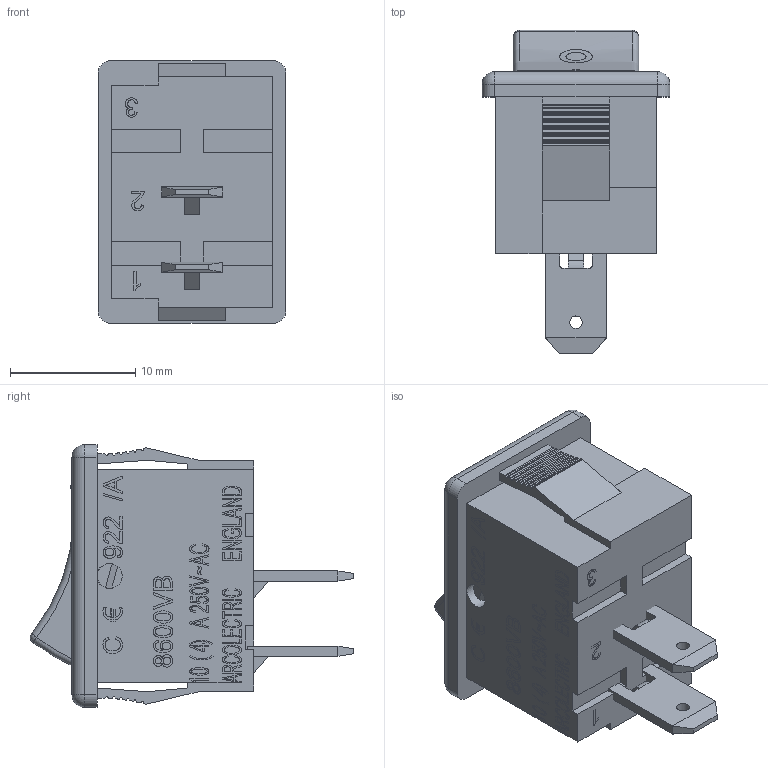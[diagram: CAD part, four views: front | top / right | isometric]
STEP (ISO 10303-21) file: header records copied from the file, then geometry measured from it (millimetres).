
FILE_DESCRIPTION(/* description */ ('Initial Design'),/* implementation_level */ '2;1');
FILE_NAME(/* name */ 'ARCOLECTRIC_H8600VB.stp',/* time_stamp */ '2019-02-13T09:45:21+02:00',/* author */ ('I. Ivanov'),/* organization */ (''),/* preprocessor_version */ 'ST-DEVELOPER v16',/* originating_system */ 'SIEMENS PLM Software NX 11.0',/* authorisation */ '');
FILE_SCHEMA (('AUTOMOTIVE_DESIGN { 1 0 10303 214 3 1 1 1 }'));
Length unit declared in the file: millimetre
Products named in the file (4): Terminal; Rocker; Housing; ARCOLECTRIC_H8600VB
Assembly tree (4 placements, depth 2):
  ARCOLECTRIC_H8600VB
    Housing
    Rocker
    Terminal  x2
Bounding box: 14.95 x 25.77 x 20.95 mm (x, y, z)
Volume: 3108.5 mm3; surface area: 2895 mm2
Topology: 4 solids, 4 shells, 295 faces, 978 edges, 761 vertices
Faces by surface type: plane 199, cylinder 82, sphere 8, torus 6
Full cylindrical faces by diameter (mm): 1 x2, 1.6 x1, 2 x2, 2.6 x1
Entity records: 11682 total; most frequent: CARTESIAN_POINT 3421, ORIENTED_EDGE 1826, DIRECTION 1477, EDGE_CURVE 913, VERTEX_POINT 723, LINE 587, VECTOR 587, AXIS2_PLACEMENT_3D 445
